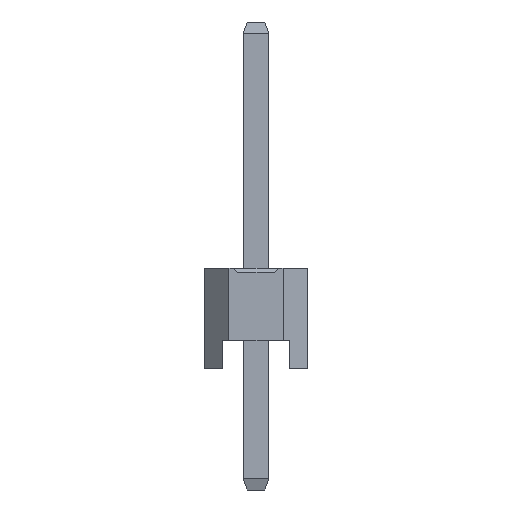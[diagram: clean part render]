
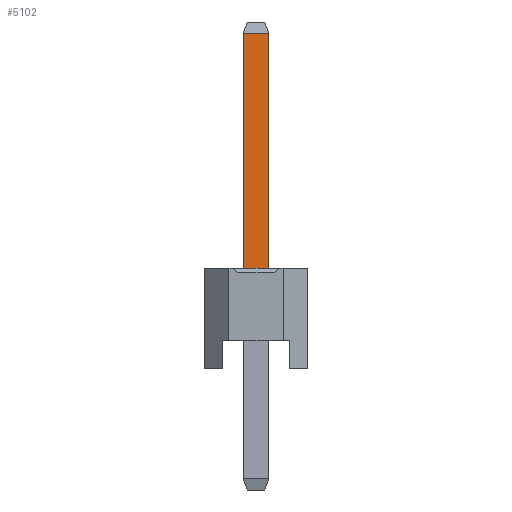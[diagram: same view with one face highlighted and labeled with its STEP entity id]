
A CAD part, left-side view. The second image highlights one B-rep face of the part: STEP entity #5102.
In plain terms, the highlighted planar face has unit normal (-1, 0, 0).
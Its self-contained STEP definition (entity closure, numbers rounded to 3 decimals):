
#5102=ADVANCED_FACE('',(#13434),#13436,.T.);
#13434=FACE_BOUND('',#13435,.T.);
#13435=EDGE_LOOP('',(#19961,#19962,#19963,#19964));
#13436=PLANE('',#13437);
#13437=AXIS2_PLACEMENT_3D('',#13438,#13439,#13440);
#13438=CARTESIAN_POINT('',(-0.32,0.32,-3.));
#13439=DIRECTION('',(-1.,0.,0.));
#13440=DIRECTION('',(0.,-1.,0.));
#19961=ORIENTED_EDGE('',*,*,#23772,.F.);
#19962=ORIENTED_EDGE('',*,*,#23767,.F.);
#19963=ORIENTED_EDGE('',*,*,#22524,.T.);
#19964=ORIENTED_EDGE('',*,*,#23771,.T.);
#22524=EDGE_CURVE('',#25766,#25770,#25772,.T.);
#23767=EDGE_CURVE('',#25766,#27634,#27637,.T.);
#23771=EDGE_CURVE('',#25770,#27641,#27643,.T.);
#23772=EDGE_CURVE('',#27634,#27641,#27644,.T.);
#25766=VERTEX_POINT('',#31318);
#25770=VERTEX_POINT('',#31326);
#25772=LINE('',#31330,#31331);
#27634=VERTEX_POINT('',#35674);
#27637=LINE('',#35681,#35682);
#27641=VERTEX_POINT('',#35691);
#27643=LINE('',#35695,#35696);
#27644=LINE('',#35698,#35699);
#31318=CARTESIAN_POINT('',(-0.32,0.32,2.5));
#31326=CARTESIAN_POINT('',(-0.32,-0.32,2.5));
#31330=CARTESIAN_POINT('',(-0.32,0.32,2.5));
#31331=VECTOR('',#31332,1.);
#31332=DIRECTION('',(0.,-1.,0.));
#35674=CARTESIAN_POINT('',(-0.32,0.32,8.325));
#35681=CARTESIAN_POINT('',(-0.32,0.32,2.5));
#35682=VECTOR('',#35683,1.);
#35683=DIRECTION('',(0.,0.,1.));
#35691=CARTESIAN_POINT('',(-0.32,-0.32,8.325));
#35695=CARTESIAN_POINT('',(-0.32,-0.32,2.5));
#35696=VECTOR('',#35697,1.);
#35697=DIRECTION('',(0.,0.,1.));
#35698=CARTESIAN_POINT('',(-0.32,0.32,8.325));
#35699=VECTOR('',#35700,1.);
#35700=DIRECTION('',(0.,-1.,0.));
